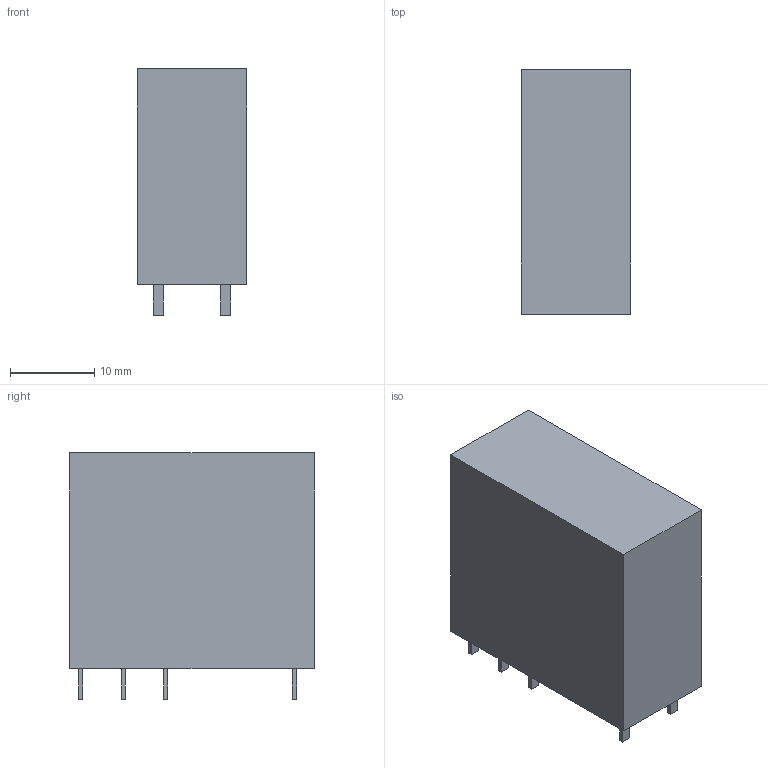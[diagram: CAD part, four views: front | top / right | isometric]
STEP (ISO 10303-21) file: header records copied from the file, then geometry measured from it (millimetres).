
FILE_DESCRIPTION(('CATIA V5R24 STEP','CAx-IF Rec.Pracs.--- Model Styling and Organization---1.2---2011-12-15'),'2;1');
FILE_NAME ('7002235_5', '2018-02-05T13:56:01+00:00', ('Weidmueller Interface'), ('Weidmueller'), 'CATIA Version 5-6 Release 2014 SP4', 'CATIA V5 STEP AP214', 'none');
FILE_SCHEMA(('AUTOMOTIVE_DESIGN { 1 0 10303 214 1 1 1 1 }'));
Length unit declared in the file: millimetre
Products named in the file (1): S3D_RCI_314_424_XXX_NO_RECT
Bounding box: 13 x 29 x 29.2 mm (x, y, z)
Volume: 9668.5 mm3; surface area: 3011.9 mm2
Topology: 9 solids, 9 shells, 54 faces, 108 edges, 72 vertices
Faces by surface type: plane 54
Entity records: 1453 total; most frequent: CARTESIAN_POINT 235, DIRECTION 216, ORIENTED_EDGE 216, VECTOR 108, EDGE_CURVE 108, LINE 108, VERTEX_POINT 72, AXIS2_PLACEMENT_3D 55
